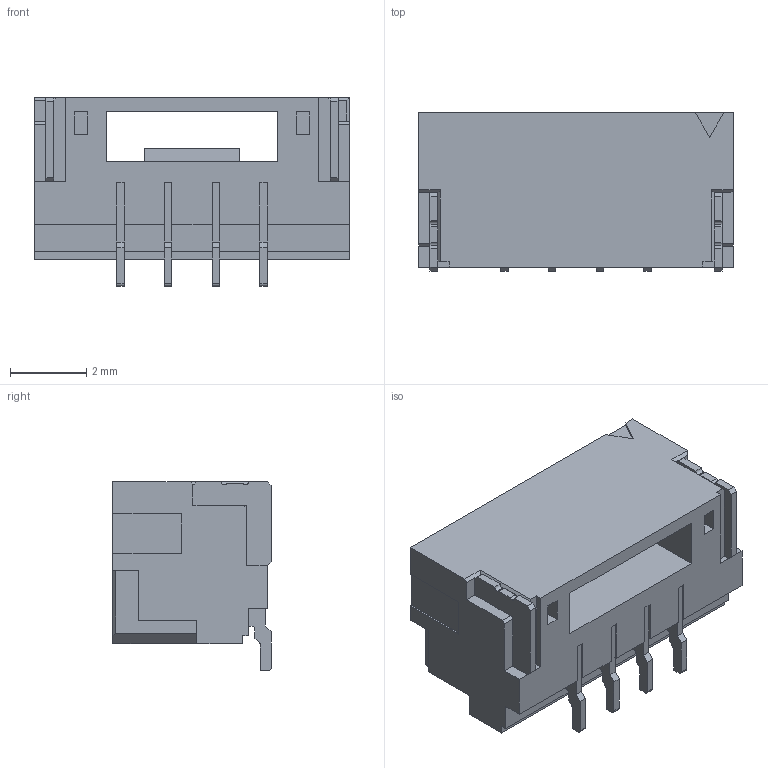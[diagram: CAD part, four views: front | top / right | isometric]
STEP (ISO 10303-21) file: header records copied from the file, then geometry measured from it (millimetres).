
FILE_DESCRIPTION (( 'STEP AP214' ), '1' );
FILE_NAME ('BM04B-GHS-TBT(LF)(SN).STEP', '2019-12-18T07:28:26', ( '' ), ( '' ), 'SwSTEP 2.0', 'SolidWorks 2017', '' );
FILE_SCHEMA (( 'AUTOMOTIVE_DESIGN' ));
Length unit declared in the file: millimetre
Products named in the file (1): BM04B-GHS-TBT(LF)(SN)
Bounding box: 8.25 x 4.15 x 4.95 mm (x, y, z)
Volume: 79.7 mm3; surface area: 345 mm2
Topology: 15 solids, 15 shells, 375 faces, 998 edges, 659 vertices
Faces by surface type: plane 355, cylinder 20
Entity records: 11595 total; most frequent: CARTESIAN_POINT 2033, ORIENTED_EDGE 1996, DIRECTION 1790, EDGE_CURVE 998, VECTOR 958, LINE 958, VERTEX_POINT 659, AXIS2_PLACEMENT_3D 416
